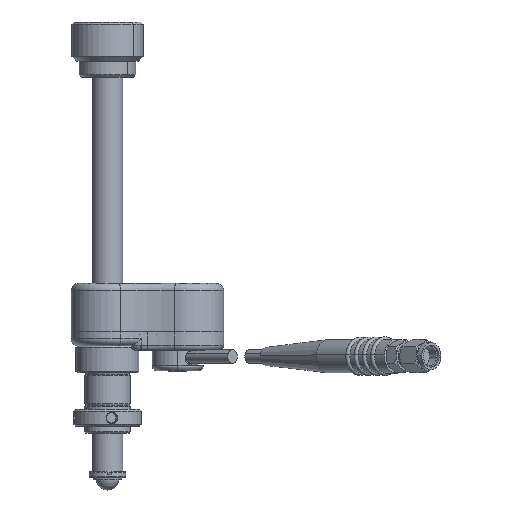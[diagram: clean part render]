
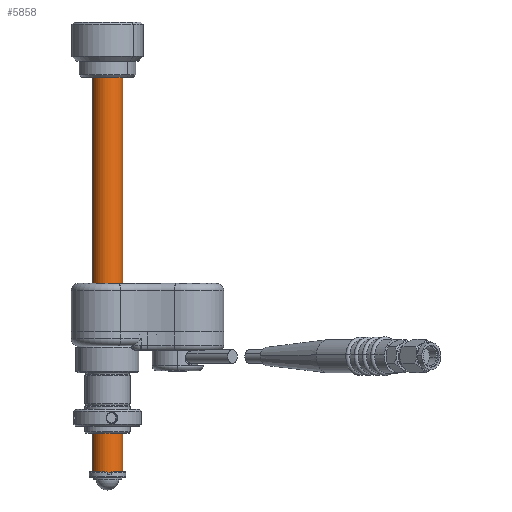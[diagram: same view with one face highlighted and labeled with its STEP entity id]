
A CAD part, top view. The second image highlights one B-rep face of the part: STEP entity #5858.
In plain terms, the highlighted cylindrical face has radius 3.175 mm (diameter 6.35 mm), a partial arc.
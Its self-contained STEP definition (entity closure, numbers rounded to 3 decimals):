
#663 = DIRECTION ( 'NONE',  ( 0., -1., 0. ) ) ;
#1541 = DIRECTION ( 'NONE',  ( -0.98, 0., 0.197 ) ) ;
#2604 = ORIENTED_EDGE ( 'NONE', *, *, #7493, .F. ) ;
#3337 = FACE_OUTER_BOUND ( 'NONE', #37403, .T. ) ;
#4192 = EDGE_CURVE ( 'NONE', #6276, #30974, #16875, .T. ) ;
#5858 = ADVANCED_FACE ( 'NONE', ( #3337 ), #25628, .T. ) ;
#6276 = VERTEX_POINT ( 'NONE', #25364 ) ;
#7493 = EDGE_CURVE ( 'NONE', #30974, #33022, #9622, .T. ) ;
#9622 = CIRCLE ( 'NONE', #30616, 3.175 ) ;
#12866 = VECTOR ( 'NONE', #19165, 1000. ) ;
#15060 = VECTOR ( 'NONE', #17014, 1000. ) ;
#15357 = ORIENTED_EDGE ( 'NONE', *, *, #21144, .T. ) ;
#16225 = CARTESIAN_POINT ( 'NONE',  ( -3.975, -6.647, 17.543 ) ) ;
#16476 = CARTESIAN_POINT ( 'NONE',  ( -3.975, -8.923, 17.543 ) ) ;
#16875 = LINE ( 'NONE', #28691, #15060 ) ;
#17014 = DIRECTION ( 'NONE',  ( 0., -1., 0. ) ) ;
#18135 = CARTESIAN_POINT ( 'NONE',  ( -0.862, -8.923, 16.917 ) ) ;
#19009 = DIRECTION ( 'NONE',  ( 0., -1., 0. ) ) ;
#19165 = DIRECTION ( 'NONE',  ( 0., -1., 0. ) ) ;
#19577 = CARTESIAN_POINT ( 'NONE',  ( -0.862, -6.647, 16.917 ) ) ;
#19889 = AXIS2_PLACEMENT_3D ( 'NONE', #19577, #28334, #22493 ) ;
#21044 = DIRECTION ( 'NONE',  ( -0.98, 0., 0.197 ) ) ;
#21144 = EDGE_CURVE ( 'NONE', #6276, #26074, #30270, .T. ) ;
#22493 = DIRECTION ( 'NONE',  ( -0.98, 0., 0.197 ) ) ;
#25364 = CARTESIAN_POINT ( 'NONE',  ( 2.251, 75.826, 16.292 ) ) ;
#25628 = CYLINDRICAL_SURFACE ( 'NONE', #19889, 3.175 ) ;
#26074 = VERTEX_POINT ( 'NONE', #26794 ) ;
#26794 = CARTESIAN_POINT ( 'NONE',  ( -3.975, 75.826, 17.543 ) ) ;
#27594 = AXIS2_PLACEMENT_3D ( 'NONE', #36380, #19009, #1541 ) ;
#28334 = DIRECTION ( 'NONE',  ( 0., -1., 0. ) ) ;
#28353 = LINE ( 'NONE', #16225, #12866 ) ;
#28691 = CARTESIAN_POINT ( 'NONE',  ( 2.251, -6.647, 16.292 ) ) ;
#29093 = ORIENTED_EDGE ( 'NONE', *, *, #32994, .T. ) ;
#30270 = CIRCLE ( 'NONE', #27594, 3.175 ) ;
#30616 = AXIS2_PLACEMENT_3D ( 'NONE', #18135, #663, #21044 ) ;
#30974 = VERTEX_POINT ( 'NONE', #32852 ) ;
#32773 = ORIENTED_EDGE ( 'NONE', *, *, #4192, .F. ) ;
#32852 = CARTESIAN_POINT ( 'NONE',  ( 2.251, -8.923, 16.292 ) ) ;
#32994 = EDGE_CURVE ( 'NONE', #26074, #33022, #28353, .T. ) ;
#33022 = VERTEX_POINT ( 'NONE', #16476 ) ;
#36380 = CARTESIAN_POINT ( 'NONE',  ( -0.862, 75.826, 16.917 ) ) ;
#37403 = EDGE_LOOP ( 'NONE', ( #32773, #15357, #29093, #2604 ) ) ;
